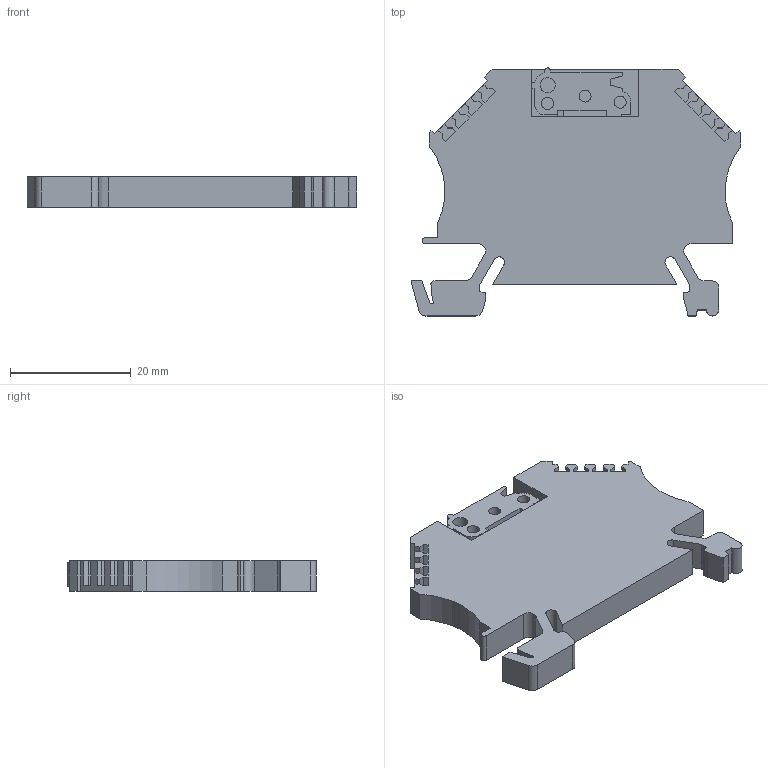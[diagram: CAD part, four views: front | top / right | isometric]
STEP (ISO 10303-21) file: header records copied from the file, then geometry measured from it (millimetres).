
FILE_DESCRIPTION (( 'STEP AP214' ), '1' );
FILE_NAME ('43439_DN-KBD12.STEP', '2014-05-15T10:25:44', ( '' ), ( '' ), 'SwSTEP 2.0', 'SolidWorks 2013', '' );
FILE_SCHEMA (( 'AUTOMOTIVE_DESIGN' ));
Length unit declared in the file: millimetre
Products named in the file (3): 43439_DN-KBD12; 20640; 20641_1
Assembly tree (2 placements, depth 2):
  43439_DN-KBD12
    20640
    20641_1
Bounding box: 54.6 x 41.05 x 5 mm (x, y, z)
Volume: 7240.9 mm3; surface area: 5435.2 mm2
Topology: 1 solids, 3 shells, 195 faces, 582 edges, 393 vertices
Faces by surface type: plane 149, cylinder 42, cone 4
Entity records: 7193 total; most frequent: CARTESIAN_POINT 1176, ORIENTED_EDGE 1123, DIRECTION 1079, EDGE_CURVE 582, VECTOR 487, LINE 487, VERTEX_POINT 393, AXIS2_PLACEMENT_3D 296
